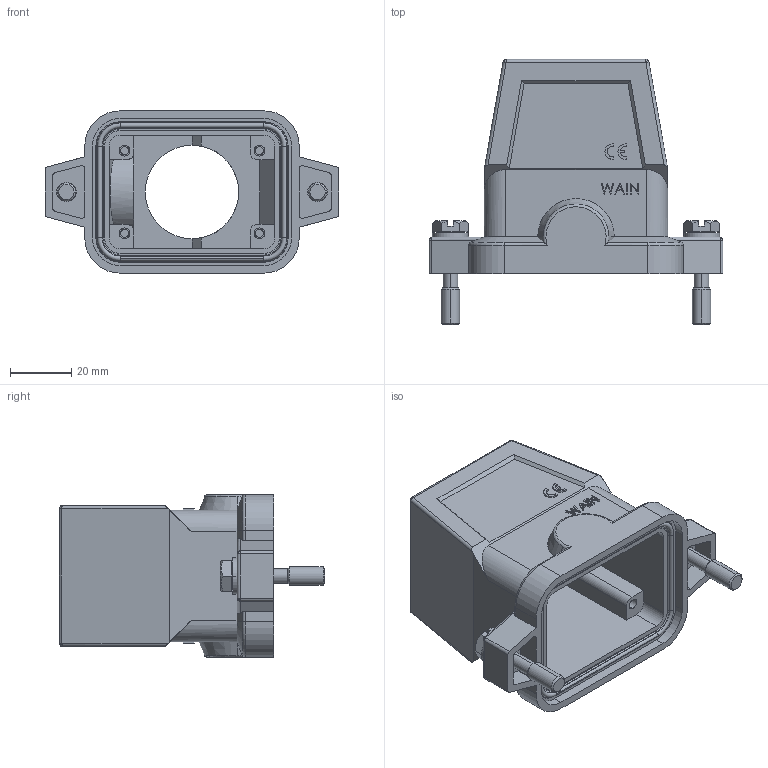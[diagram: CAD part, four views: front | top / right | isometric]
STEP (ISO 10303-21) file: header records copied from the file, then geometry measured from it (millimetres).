
FILE_DESCRIPTION(/* description */ (''),/* implementation_level */ '2;1');
FILE_NAME(/* name */ '3D_1150064205104_HP6B-TEH-2S-M32_V1.0_stp.stp',/* time_stamp */ '2024-01-17T16:17:01+08:00',/* author */ (''),/* organization */ (''),/* preprocessor_version */ 'ST-DEVELOPER v18.1',/* originating_system */ 'SIEMENS PLM Software NX 1980',/* authorisation */ '');
FILE_SCHEMA (('AUTOMOTIVE_DESIGN { 1 0 10303 214 3 1 1 1 }'));
Length unit declared in the file: millimetre
Products named in the file (1): 3D_1150064205104_HP6B-TEH-2S-M32_V1.0_stp
Bounding box: 96 x 86.6 x 53 mm (x, y, z)
Volume: 77013.1 mm3; surface area: 35587.4 mm2
Topology: 1 solids, 1 shells, 436 faces, 1083 edges, 683 vertices
Faces by surface type: plane 239, cylinder 127, cone 28, torus 26, sphere 16
Entity records: 13067 total; most frequent: CARTESIAN_POINT 2577, DIRECTION 2208, ORIENTED_EDGE 2158, EDGE_CURVE 1079, AXIS2_PLACEMENT_3D 753, LINE 702, VECTOR 702, VERTEX_POINT 683
